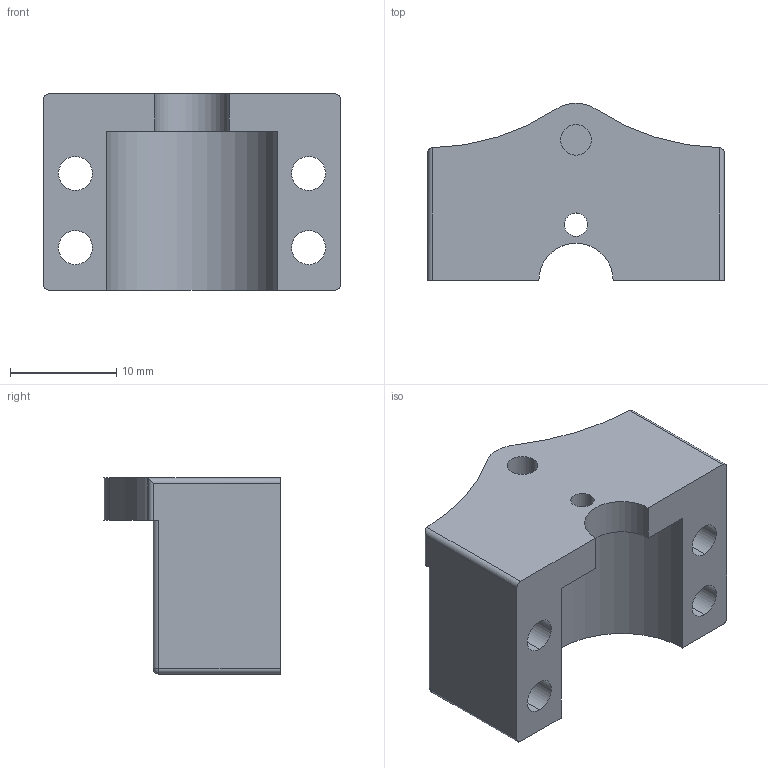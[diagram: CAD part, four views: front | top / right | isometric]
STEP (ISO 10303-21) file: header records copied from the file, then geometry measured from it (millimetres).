
FILE_DESCRIPTION (( 'STEP AP214' ), '1' );
FILE_NAME ('3002-PF - REPEAT MK3 MOTOR CLAMP HALF.STEP', '2023-10-19T23:00:34', ( '' ), ( '' ), 'SwSTEP 2.0', 'SolidWorks 2023', '' );
FILE_SCHEMA (( 'AUTOMOTIVE_DESIGN' ));
Length unit declared in the file: millimetre
Products named in the file (1): 3002-PF - REPEAT MK3 MOTOR CLAMP HALF
Bounding box: 28 x 16.69 x 18.5 mm (x, y, z)
Volume: 4407.6 mm3; surface area: 2829.2 mm2
Topology: 1 solids, 1 shells, 38 faces, 101 edges, 64 vertices
Faces by surface type: cylinder 26, plane 10, sphere 2
Entity records: 1228 total; most frequent: DIRECTION 221, CARTESIAN_POINT 214, ORIENTED_EDGE 198, EDGE_CURVE 99, AXIS2_PLACEMENT_3D 87, VERTEX_POINT 64, EDGE_LOOP 49, CIRCLE 48
